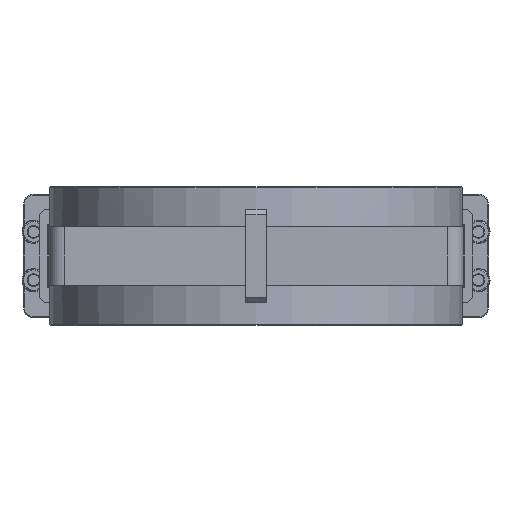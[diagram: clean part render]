
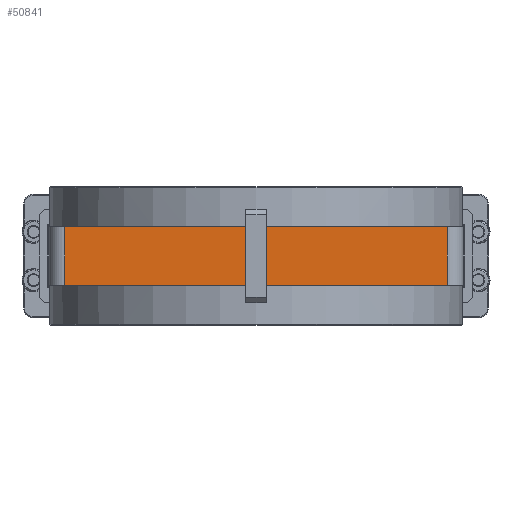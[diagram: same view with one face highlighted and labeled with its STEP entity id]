
A CAD part, front view. The second image highlights one B-rep face of the part: STEP entity #50841.
In plain terms, the highlighted planar face has unit normal (0, -1, 0).
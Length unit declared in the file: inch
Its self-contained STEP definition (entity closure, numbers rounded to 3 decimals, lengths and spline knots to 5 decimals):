
#314 = DIRECTION ( 'NONE',  ( -1., 0., 0. ) ) ;
#1978 = CARTESIAN_POINT ( 'NONE',  ( -5.01, -4.51, 0.7025 ) ) ;
#2184 = ORIENTED_EDGE ( 'NONE', *, *, #36495, .T. ) ;
#3723 = VECTOR ( 'NONE', #32535, 39.37008 ) ;
#4149 = DIRECTION ( 'NONE',  ( -1., 0., 0. ) ) ;
#4416 = DIRECTION ( 'NONE',  ( 0., 0., -1. ) ) ;
#5464 = VERTEX_POINT ( 'NONE', #49481 ) ;
#5501 = ORIENTED_EDGE ( 'NONE', *, *, #34976, .T. ) ;
#5824 = EDGE_CURVE ( 'NONE', #50143, #25820, #32976, .T. ) ;
#6203 = EDGE_CURVE ( 'NONE', #47783, #23826, #39164, .T. ) ;
#6295 = VERTEX_POINT ( 'NONE', #23544 ) ;
#7556 = DIRECTION ( 'NONE',  ( -1., 0., 0. ) ) ;
#8008 = LINE ( 'NONE', #43418, #17400 ) ;
#8926 = CARTESIAN_POINT ( 'NONE',  ( -0.46055, -4.51, -0.7025 ) ) ;
#9199 = ORIENTED_EDGE ( 'NONE', *, *, #51462, .T. ) ;
#9306 = VECTOR ( 'NONE', #31158, 39.37008 ) ;
#9376 = CARTESIAN_POINT ( 'NONE',  ( 0.46055, -4.51, -0.7025 ) ) ;
#9858 = CARTESIAN_POINT ( 'NONE',  ( -0.46055, -4.51, 0.7025 ) ) ;
#9942 = LINE ( 'NONE', #36369, #47514 ) ;
#10022 = VERTEX_POINT ( 'NONE', #11900 ) ;
#10038 = CARTESIAN_POINT ( 'NONE',  ( 0.46055, -4.51, 0.7025 ) ) ;
#10463 = ORIENTED_EDGE ( 'NONE', *, *, #20812, .F. ) ;
#10830 = CARTESIAN_POINT ( 'NONE',  ( -5.01, -4.51, -0.7025 ) ) ;
#11885 = CARTESIAN_POINT ( 'NONE',  ( -5.01, -4.51, 0.7025 ) ) ;
#11900 = CARTESIAN_POINT ( 'NONE',  ( 4.625, -4.51, 0.7025 ) ) ;
#12028 = EDGE_CURVE ( 'NONE', #16820, #39986, #22948, .T. ) ;
#12133 = FACE_OUTER_BOUND ( 'NONE', #12615, .T. ) ;
#12326 = EDGE_CURVE ( 'NONE', #10022, #21808, #29140, .T. ) ;
#12615 = EDGE_LOOP ( 'NONE', ( #2184, #49175, #9199, #5501, #28608, #22400, #43811, #44823, #23155, #30033, #43397, #29035, #10463, #36100, #18147, #43861 ) ) ;
#12820 = VERTEX_POINT ( 'NONE', #27241 ) ;
#13385 = CARTESIAN_POINT ( 'NONE',  ( -2.07632, -4.51, 0.7025 ) ) ;
#13417 = CARTESIAN_POINT ( 'NONE',  ( 2.07632, -4.51, -0.7025 ) ) ;
#13698 = VECTOR ( 'NONE', #34745, 39.37008 ) ;
#14364 = LINE ( 'NONE', #44472, #3723 ) ;
#14494 = EDGE_CURVE ( 'NONE', #23826, #5464, #35169, .T. ) ;
#15105 = CARTESIAN_POINT ( 'NONE',  ( 0., -4.51, -0.7025 ) ) ;
#15485 = DIRECTION ( 'NONE',  ( 1., 0., 0. ) ) ;
#16265 = PLANE ( 'NONE',  #43428 ) ;
#16634 = LINE ( 'NONE', #35922, #26068 ) ;
#16820 = VERTEX_POINT ( 'NONE', #13417 ) ;
#17179 = CARTESIAN_POINT ( 'NONE',  ( 4.625, -4.51, 0.75577 ) ) ;
#17382 = DIRECTION ( 'NONE',  ( 1., 0., 0. ) ) ;
#17400 = VECTOR ( 'NONE', #7556, 39.37008 ) ;
#17910 = VECTOR ( 'NONE', #33866, 39.37008 ) ;
#18147 = ORIENTED_EDGE ( 'NONE', *, *, #31870, .T. ) ;
#18535 = LINE ( 'NONE', #1978, #21071 ) ;
#19107 = DIRECTION ( 'NONE',  ( 0., 0., -1. ) ) ;
#19216 = CARTESIAN_POINT ( 'NONE',  ( -5.01, -4.51, 0.7025 ) ) ;
#19904 = LINE ( 'NONE', #15105, #9306 ) ;
#20297 = CARTESIAN_POINT ( 'NONE',  ( -5.01, -4.51, -0.7025 ) ) ;
#20812 = EDGE_CURVE ( 'NONE', #10022, #39986, #46937, .T. ) ;
#21071 = VECTOR ( 'NONE', #29905, 39.37008 ) ;
#21676 = VECTOR ( 'NONE', #15485, 39.37008 ) ;
#21808 = VERTEX_POINT ( 'NONE', #49909 ) ;
#22400 = ORIENTED_EDGE ( 'NONE', *, *, #39995, .T. ) ;
#22948 = LINE ( 'NONE', #35416, #21676 ) ;
#23155 = ORIENTED_EDGE ( 'NONE', *, *, #6203, .T. ) ;
#23272 = DIRECTION ( 'NONE',  ( -1., 0., 0. ) ) ;
#23352 = CARTESIAN_POINT ( 'NONE',  ( -0.7309, -4.51, 0.7025 ) ) ;
#23544 = CARTESIAN_POINT ( 'NONE',  ( 0.7309, -4.51, 0.7025 ) ) ;
#23826 = VERTEX_POINT ( 'NONE', #9376 ) ;
#25129 = EDGE_CURVE ( 'NONE', #36326, #12820, #34911, .T. ) ;
#25820 = VERTEX_POINT ( 'NONE', #31332 ) ;
#25829 = VECTOR ( 'NONE', #23272, 39.37008 ) ;
#26057 = EDGE_CURVE ( 'NONE', #6295, #43256, #18535, .T. ) ;
#26068 = VECTOR ( 'NONE', #4149, 39.37008 ) ;
#26681 = CARTESIAN_POINT ( 'NONE',  ( -4.625, -4.51, 0.7025 ) ) ;
#26874 = VECTOR ( 'NONE', #45208, 39.37008 ) ;
#27241 = CARTESIAN_POINT ( 'NONE',  ( -0.7309, -4.51, -0.7025 ) ) ;
#28280 = LINE ( 'NONE', #11885, #47096 ) ;
#28345 = DIRECTION ( 'NONE',  ( 0., -1., 0. ) ) ;
#28608 = ORIENTED_EDGE ( 'NONE', *, *, #5824, .T. ) ;
#29035 = ORIENTED_EDGE ( 'NONE', *, *, #12028, .T. ) ;
#29140 = LINE ( 'NONE', #35137, #49224 ) ;
#29905 = DIRECTION ( 'NONE',  ( -1., 0., 0. ) ) ;
#29929 = LINE ( 'NONE', #37307, #50034 ) ;
#30033 = ORIENTED_EDGE ( 'NONE', *, *, #14494, .T. ) ;
#31158 = DIRECTION ( 'NONE',  ( 1., 0., 0. ) ) ;
#31332 = CARTESIAN_POINT ( 'NONE',  ( -4.625, -4.51, -0.7025 ) ) ;
#31870 = EDGE_CURVE ( 'NONE', #21808, #6295, #28280, .T. ) ;
#32535 = DIRECTION ( 'NONE',  ( 1., 0., 0. ) ) ;
#32976 = LINE ( 'NONE', #42697, #44898 ) ;
#33866 = DIRECTION ( 'NONE',  ( 1., 0., 0. ) ) ;
#34575 = EDGE_CURVE ( 'NONE', #5464, #16820, #14364, .T. ) ;
#34745 = DIRECTION ( 'NONE',  ( 1., 0., 0. ) ) ;
#34911 = LINE ( 'NONE', #10830, #13698 ) ;
#34976 = EDGE_CURVE ( 'NONE', #48878, #50143, #9942, .T. ) ;
#35137 = CARTESIAN_POINT ( 'NONE',  ( -5.01, -4.51, 0.7025 ) ) ;
#35169 = LINE ( 'NONE', #43649, #44585 ) ;
#35416 = CARTESIAN_POINT ( 'NONE',  ( 0., -4.51, -0.7025 ) ) ;
#35922 = CARTESIAN_POINT ( 'NONE',  ( -5.01, -4.51, 0.7025 ) ) ;
#36100 = ORIENTED_EDGE ( 'NONE', *, *, #12326, .T. ) ;
#36326 = VERTEX_POINT ( 'NONE', #38892 ) ;
#36369 = CARTESIAN_POINT ( 'NONE',  ( -5.01, -4.51, 0.7025 ) ) ;
#36495 = EDGE_CURVE ( 'NONE', #43256, #41702, #16634, .T. ) ;
#37307 = CARTESIAN_POINT ( 'NONE',  ( -5.01, -4.51, -0.7025 ) ) ;
#37667 = LINE ( 'NONE', #19216, #25829 ) ;
#38892 = CARTESIAN_POINT ( 'NONE',  ( -2.07632, -4.51, -0.7025 ) ) ;
#39017 = CARTESIAN_POINT ( 'NONE',  ( 4.625, -4.51, -0.7025 ) ) ;
#39127 = DIRECTION ( 'NONE',  ( -1., 0., 0. ) ) ;
#39164 = LINE ( 'NONE', #47956, #17910 ) ;
#39778 = EDGE_CURVE ( 'NONE', #12820, #47783, #29929, .T. ) ;
#39986 = VERTEX_POINT ( 'NONE', #39017 ) ;
#39995 = EDGE_CURVE ( 'NONE', #25820, #36326, #19904, .T. ) ;
#40056 = EDGE_CURVE ( 'NONE', #41702, #41390, #8008, .T. ) ;
#40357 = DIRECTION ( 'NONE',  ( -1., 0., 0. ) ) ;
#41390 = VERTEX_POINT ( 'NONE', #23352 ) ;
#41702 = VERTEX_POINT ( 'NONE', #9858 ) ;
#42697 = CARTESIAN_POINT ( 'NONE',  ( -4.625, -4.51, -0.7025 ) ) ;
#43256 = VERTEX_POINT ( 'NONE', #10038 ) ;
#43397 = ORIENTED_EDGE ( 'NONE', *, *, #34575, .T. ) ;
#43418 = CARTESIAN_POINT ( 'NONE',  ( -5.01, -4.51, 0.7025 ) ) ;
#43428 = AXIS2_PLACEMENT_3D ( 'NONE', #20297, #28345, #4416 ) ;
#43649 = CARTESIAN_POINT ( 'NONE',  ( -5.01, -4.51, -0.7025 ) ) ;
#43811 = ORIENTED_EDGE ( 'NONE', *, *, #25129, .T. ) ;
#43861 = ORIENTED_EDGE ( 'NONE', *, *, #26057, .T. ) ;
#44472 = CARTESIAN_POINT ( 'NONE',  ( -5.01, -4.51, -0.7025 ) ) ;
#44585 = VECTOR ( 'NONE', #47735, 39.37008 ) ;
#44823 = ORIENTED_EDGE ( 'NONE', *, *, #39778, .T. ) ;
#44898 = VECTOR ( 'NONE', #19107, 39.37008 ) ;
#45208 = DIRECTION ( 'NONE',  ( 0., 0., -1. ) ) ;
#46937 = LINE ( 'NONE', #17179, #26874 ) ;
#47096 = VECTOR ( 'NONE', #314, 39.37008 ) ;
#47514 = VECTOR ( 'NONE', #40357, 39.37008 ) ;
#47735 = DIRECTION ( 'NONE',  ( 1., 0., 0. ) ) ;
#47783 = VERTEX_POINT ( 'NONE', #8926 ) ;
#47956 = CARTESIAN_POINT ( 'NONE',  ( -5.01, -4.51, -0.7025 ) ) ;
#48878 = VERTEX_POINT ( 'NONE', #13385 ) ;
#49175 = ORIENTED_EDGE ( 'NONE', *, *, #40056, .T. ) ;
#49224 = VECTOR ( 'NONE', #39127, 39.37008 ) ;
#49481 = CARTESIAN_POINT ( 'NONE',  ( 0.7309, -4.51, -0.7025 ) ) ;
#49909 = CARTESIAN_POINT ( 'NONE',  ( 2.07632, -4.51, 0.7025 ) ) ;
#50034 = VECTOR ( 'NONE', #17382, 39.37008 ) ;
#50143 = VERTEX_POINT ( 'NONE', #26681 ) ;
#50841 = ADVANCED_FACE ( 'NONE', ( #12133 ), #16265, .T. ) ;
#51462 = EDGE_CURVE ( 'NONE', #41390, #48878, #37667, .T. ) ;
